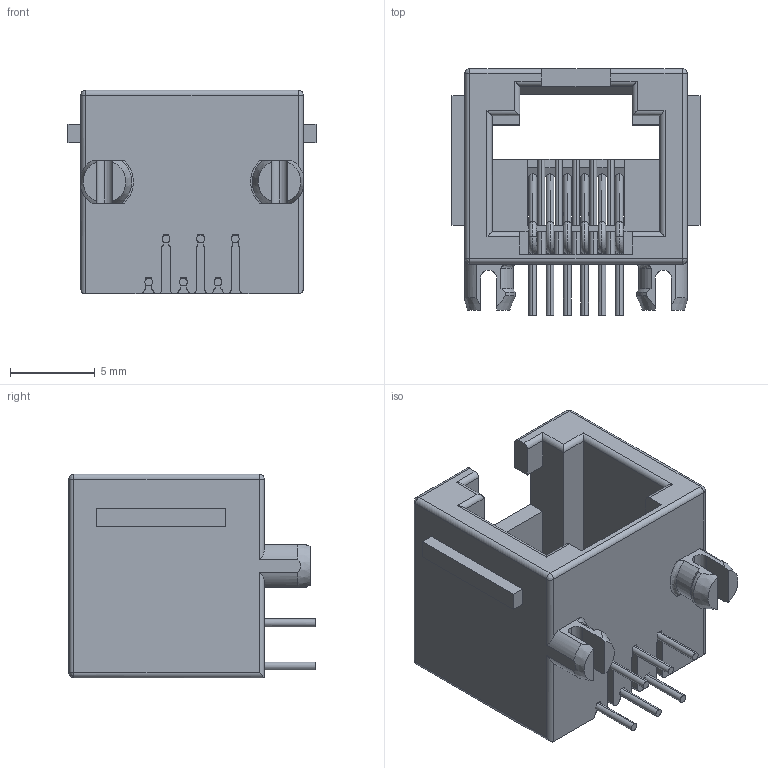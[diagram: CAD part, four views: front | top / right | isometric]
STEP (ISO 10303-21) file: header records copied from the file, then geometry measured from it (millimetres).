
FILE_DESCRIPTION(('STEP AP242'),'1');
FILE_NAME('mj3240-66-2.stp','2024-03-05T17:51:35',('TraceParts'),('TraceParts S.A.'),'Spatial InterOp 3D',' ',' ');
FILE_SCHEMA(('AP242_MANAGED_MODEL_BASED_3D_ENGINEERING_MIM_LF {1 0 10303 442 1 1 4}'));
Length unit declared in the file: millimetre
Products named in the file (1): mj3240-66-2_1
Bounding box: 14.6 x 14.5 x 12 mm (x, y, z)
Volume: 875.7 mm3; surface area: 1603.6 mm2
Topology: 3 solids, 3 shells, 360 faces, 1081 edges, 686 vertices
Faces by surface type: plane 190, cylinder 128, bspline 24, torus 12, cone 6
Entity records: 13578 total; most frequent: CARTESIAN_POINT 3580, ORIENTED_EDGE 2154, DIRECTION 1897, EDGE_CURVE 1077, VERTEX_POINT 686, LINE 683, VECTOR 683, AXIS2_PLACEMENT_3D 607
